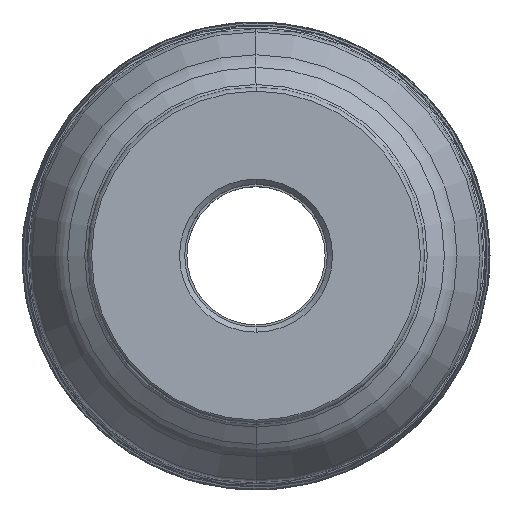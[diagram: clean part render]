
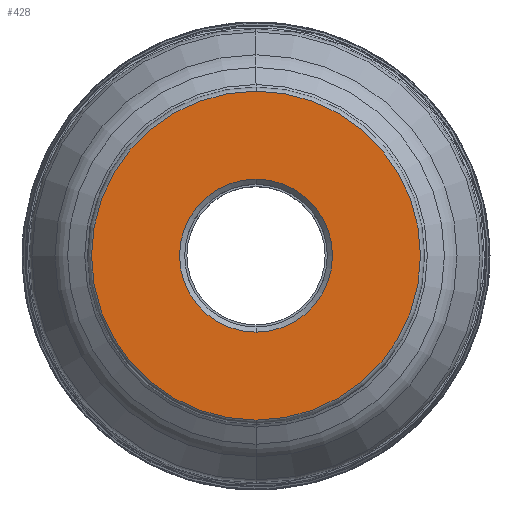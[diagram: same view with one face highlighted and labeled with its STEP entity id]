
A CAD part, top view. The second image highlights one B-rep face of the part: STEP entity #428.
In plain terms, the highlighted planar face has unit normal (0, 0, 1).
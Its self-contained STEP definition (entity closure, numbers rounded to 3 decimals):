
#158=PLANE('',#4000);
#168=FACE_BOUND('',#858,.T.);
#169=FACE_BOUND('',#859,.T.);
#428=ADVANCED_FACE('',(#168,#169),#158,.T.);
#858=EDGE_LOOP('',(#1626,#1627,#1628,#1629));
#859=EDGE_LOOP('',(#1630,#1631));
#1626=ORIENTED_EDGE('',*,*,#2454,.T.);
#1627=ORIENTED_EDGE('',*,*,#2455,.T.);
#1628=ORIENTED_EDGE('',*,*,#2456,.F.);
#1629=ORIENTED_EDGE('',*,*,#2457,.F.);
#1630=ORIENTED_EDGE('',*,*,#2451,.T.);
#1631=ORIENTED_EDGE('',*,*,#2453,.T.);
#2020=VERTEX_POINT('',#7456);
#2021=VERTEX_POINT('',#7458);
#2022=VERTEX_POINT('',#7464);
#2023=VERTEX_POINT('',#7465);
#2024=VERTEX_POINT('',#7467);
#2025=VERTEX_POINT('',#7469);
#2451=EDGE_CURVE('',#2021,#2020,#2980,.T.);
#2453=EDGE_CURVE('',#2020,#2021,#2981,.T.);
#2454=EDGE_CURVE('',#2022,#2023,#2982,.T.);
#2455=EDGE_CURVE('',#2023,#2024,#2983,.T.);
#2456=EDGE_CURVE('',#2025,#2024,#2984,.T.);
#2457=EDGE_CURVE('',#2022,#2025,#2985,.T.);
#2980=CIRCLE('',#3992,17.7);
#2981=CIRCLE('',#3994,17.7);
#2982=CIRCLE('',#3996,38.054);
#2983=CIRCLE('',#3997,38.054);
#2984=CIRCLE('',#3998,38.054);
#2985=CIRCLE('',#3999,38.054);
#3992=AXIS2_PLACEMENT_3D('',#7457,#5092,#5093);
#3994=AXIS2_PLACEMENT_3D('',#7461,#5097,#5098);
#3996=AXIS2_PLACEMENT_3D('',#7463,#5101,#5102);
#3997=AXIS2_PLACEMENT_3D('',#7466,#5103,#5104);
#3998=AXIS2_PLACEMENT_3D('',#7468,#5105,#5106);
#3999=AXIS2_PLACEMENT_3D('',#7470,#5107,#5108);
#4000=AXIS2_PLACEMENT_3D('',#7471,#5109,#5110);
#5092=DIRECTION('',(0.,0.,-1.));
#5093=DIRECTION('',(0.,1.,0.));
#5097=DIRECTION('',(0.,0.,-1.));
#5098=DIRECTION('',(0.,-1.,0.));
#5101=DIRECTION('',(0.,0.,1.));
#5102=DIRECTION('',(0.,1.,0.));
#5103=DIRECTION('',(0.,0.,1.));
#5104=DIRECTION('',(0.,-1.,0.));
#5105=DIRECTION('',(0.,0.,-1.));
#5106=DIRECTION('',(0.,-1.,0.));
#5107=DIRECTION('',(0.,0.,-1.));
#5108=DIRECTION('',(0.,1.,0.));
#5109=DIRECTION('',(0.,0.,1.));
#5110=DIRECTION('',(0.,-1.,0.));
#7456=CARTESIAN_POINT('',(0.,-17.7,0.));
#7457=CARTESIAN_POINT('',(0.,0.,0.));
#7458=CARTESIAN_POINT('',(0.,17.7,0.));
#7461=CARTESIAN_POINT('',(0.,0.,0.));
#7463=CARTESIAN_POINT('',(0.,0.,0.));
#7464=CARTESIAN_POINT('',(-0.016,38.054,0.));
#7465=CARTESIAN_POINT('',(0.,-38.054,0.));
#7466=CARTESIAN_POINT('',(0.,0.,0.));
#7467=CARTESIAN_POINT('',(0.016,-38.054,0.));
#7468=CARTESIAN_POINT('',(0.,0.,0.));
#7469=CARTESIAN_POINT('',(0.,38.054,0.));
#7470=CARTESIAN_POINT('',(0.,0.,0.));
#7471=CARTESIAN_POINT('',(0.,0.,0.));
